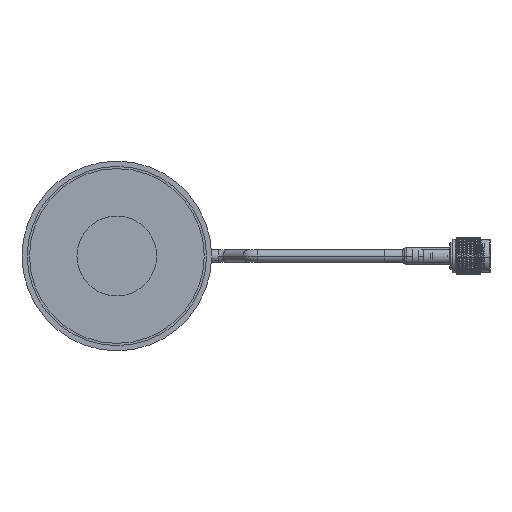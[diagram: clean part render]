
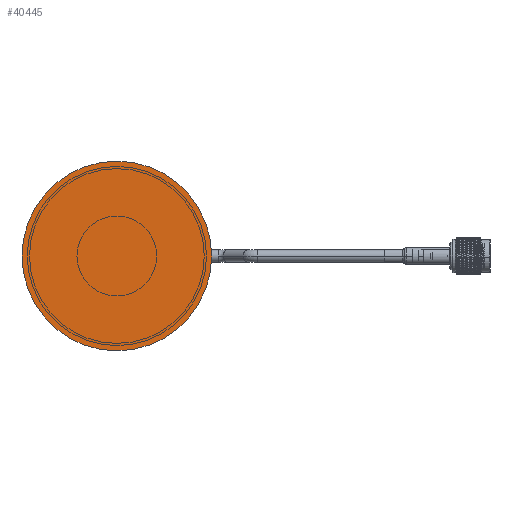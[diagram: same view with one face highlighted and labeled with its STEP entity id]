
A CAD part, front view. The second image highlights one B-rep face of the part: STEP entity #40445.
In plain terms, the highlighted planar face has unit normal (0, -1, 0).
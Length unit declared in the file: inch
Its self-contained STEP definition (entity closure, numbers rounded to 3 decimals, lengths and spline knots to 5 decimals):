
#8919 = DIRECTION ( 'NONE',  ( 0., 1., 0. ) ) ;
#22541 = CARTESIAN_POINT ( 'NONE',  ( 0., -0.00984, 0. ) ) ;
#27120 = ORIENTED_EDGE ( 'NONE', *, *, #66044, .F. ) ;
#27279 = CIRCLE ( 'NONE', #40502, 1.49606 ) ;
#32925 = CIRCLE ( 'NONE', #51735, 1.49606 ) ;
#35036 = VERTEX_POINT ( 'NONE', #71167 ) ;
#36731 = DIRECTION ( 'NONE',  ( 0., 0., -1. ) ) ;
#40445 = ADVANCED_FACE ( 'NONE', ( #66220 ), #57391, .F. ) ;
#40502 = AXIS2_PLACEMENT_3D ( 'NONE', #71431, #80258, #116407 ) ;
#44361 = DIRECTION ( 'NONE',  ( 0., 0., 1. ) ) ;
#45818 = CARTESIAN_POINT ( 'NONE',  ( 0., -0.00984, 1.49606 ) ) ;
#51735 = AXIS2_PLACEMENT_3D ( 'NONE', #54381, #8919, #36731 ) ;
#53148 = DIRECTION ( 'NONE',  ( 0., 1., 0. ) ) ;
#54381 = CARTESIAN_POINT ( 'NONE',  ( 0., -0.00984, 0. ) ) ;
#56778 = EDGE_LOOP ( 'NONE', ( #87276, #27120 ) ) ;
#57391 = PLANE ( 'NONE',  #100709 ) ;
#66044 = EDGE_CURVE ( 'NONE', #106828, #35036, #27279, .T. ) ;
#66220 = FACE_OUTER_BOUND ( 'NONE', #56778, .T. ) ;
#68350 = EDGE_CURVE ( 'NONE', #35036, #106828, #32925, .T. ) ;
#71167 = CARTESIAN_POINT ( 'NONE',  ( 0., -0.00984, -1.49606 ) ) ;
#71431 = CARTESIAN_POINT ( 'NONE',  ( 0., -0.00984, 0. ) ) ;
#80258 = DIRECTION ( 'NONE',  ( 0., 1., 0. ) ) ;
#87276 = ORIENTED_EDGE ( 'NONE', *, *, #68350, .F. ) ;
#100709 = AXIS2_PLACEMENT_3D ( 'NONE', #22541, #53148, #44361 ) ;
#106828 = VERTEX_POINT ( 'NONE', #45818 ) ;
#116407 = DIRECTION ( 'NONE',  ( 0., 0., -1. ) ) ;
